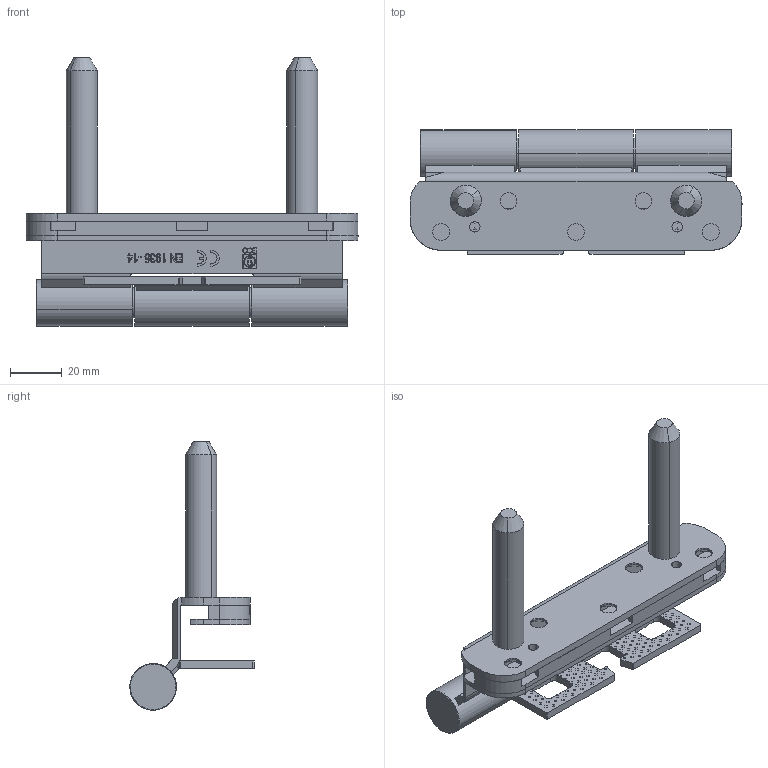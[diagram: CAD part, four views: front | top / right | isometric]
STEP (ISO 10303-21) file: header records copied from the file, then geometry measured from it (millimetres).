
FILE_DESCRIPTION (( 'STEP AP203' ), '1' );
FILE_NAME ('OBX-18-1532-120-LG-RC-A-TZ_D042-29507.STEP', '2022-05-04T08:09:11', ( '' ), ( '' ), 'SwSTEP 2.0', 'SolidWorks 2020', '' );
FILE_SCHEMA (( 'CONFIG_CONTROL_DESIGN' ));
Length unit declared in the file: millimetre
Products named in the file (12): D043-26582; B02853; OBX-18-1532-120-LG-RC-A-TZ_D042-29507; B01572; D044-24252; D046-26581; D044-14308; DIN5401-III; ISO 10642_M6x16 - A2-70; D043-25258; D043-29452; D046-14312
Assembly tree (17 placements, depth 2):
  OBX-18-1532-120-LG-RC-A-TZ_D042-29507
    D043-29452
    D043-25258
    D044-14308  x2
    D044-24252
    B01572  x2
    D046-14312  x2
    DIN5401-III  x2
    D046-26581
    D043-26582
    B02853  x2
    ISO 10642_M6x16 - A2-70  x2
Bounding box: 128 x 48 x 103.5 mm (x, y, z)
Volume: 77978.3 mm3; surface area: 52864 mm2
Topology: 17 solids, 17 shells, 1987 faces, 4376 edges, 2782 vertices
Faces by surface type: plane 1688, cylinder 170, cone 58, bspline 55, sphere 12, torus 4
Entity records: 55497 total; most frequent: CARTESIAN_POINT 12047, ORIENTED_EDGE 8418, DIRECTION 8144, EDGE_CURVE 4209, VECTOR 3714, LINE 3714, VERTEX_POINT 2679, EDGE_LOOP 2306
